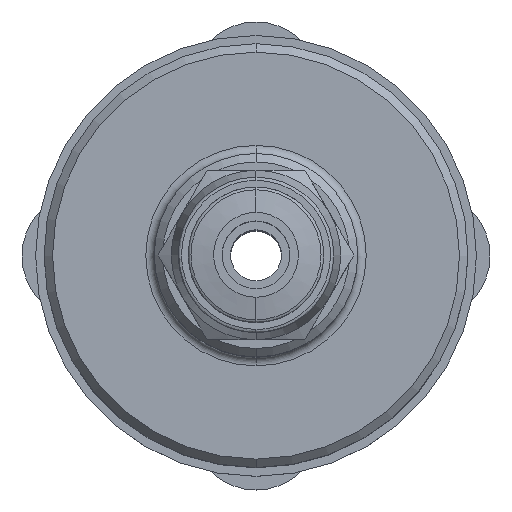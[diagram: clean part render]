
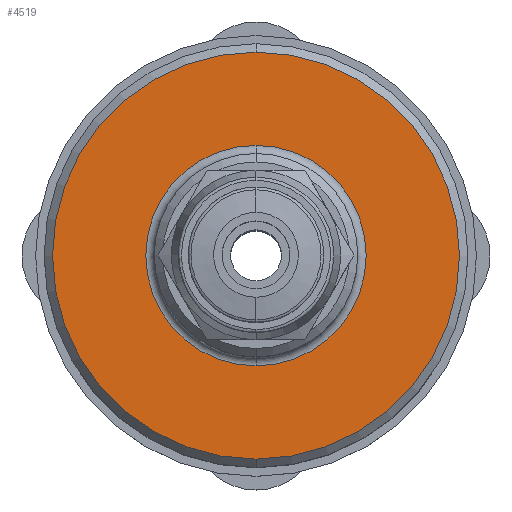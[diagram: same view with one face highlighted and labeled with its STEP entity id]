
A CAD part, top view. The second image highlights one B-rep face of the part: STEP entity #4519.
In plain terms, the highlighted face is planar.
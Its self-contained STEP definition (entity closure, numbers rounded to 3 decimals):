
#136 = ORIENTED_EDGE ( 'NONE', *, *, #2384, .T. ) ;
#500 = CARTESIAN_POINT ( 'NONE',  ( 0., -11., -6.5 ) ) ;
#521 = DIRECTION ( 'NONE',  ( 0., 0., -1. ) ) ;
#538 = DIRECTION ( 'NONE',  ( 0., 1., 0. ) ) ;
#640 = VERTEX_POINT ( 'NONE', #1279 ) ;
#816 = EDGE_CURVE ( 'NONE', #1592, #640, #2279, .T. ) ;
#835 = EDGE_CURVE ( 'NONE', #640, #1592, #3599, .T. ) ;
#1250 = CARTESIAN_POINT ( 'NONE',  ( 0., -11., 6.5 ) ) ;
#1279 = CARTESIAN_POINT ( 'NONE',  ( 0., -11., -12. ) ) ;
#1348 = DIRECTION ( 'NONE',  ( 0., -1., 0. ) ) ;
#1463 = DIRECTION ( 'NONE',  ( 0., 0., -1. ) ) ;
#1473 = DIRECTION ( 'NONE',  ( 0., 1., 0. ) ) ;
#1541 = DIRECTION ( 'NONE',  ( 0., 0., -1. ) ) ;
#1592 = VERTEX_POINT ( 'NONE', #1699 ) ;
#1699 = CARTESIAN_POINT ( 'NONE',  ( 0., -11., 12. ) ) ;
#1757 = ORIENTED_EDGE ( 'NONE', *, *, #835, .T. ) ;
#1836 = ORIENTED_EDGE ( 'NONE', *, *, #3727, .T. ) ;
#1931 = AXIS2_PLACEMENT_3D ( 'NONE', #2116, #1348, #3560 ) ;
#2116 = CARTESIAN_POINT ( 'NONE',  ( 0., -11., 0. ) ) ;
#2277 = PLANE ( 'NONE',  #2406 ) ;
#2279 = CIRCLE ( 'NONE', #1931, 12. ) ;
#2359 = CARTESIAN_POINT ( 'NONE',  ( 0., -11., 0. ) ) ;
#2384 = EDGE_CURVE ( 'NONE', #4173, #4236, #4349, .T. ) ;
#2406 = AXIS2_PLACEMENT_3D ( 'NONE', #2981, #4243, #1541 ) ;
#2577 = CARTESIAN_POINT ( 'NONE',  ( 0., -11., 0. ) ) ;
#2848 = FACE_BOUND ( 'NONE', #3054, .T. ) ;
#2858 = ORIENTED_EDGE ( 'NONE', *, *, #816, .T. ) ;
#2862 = EDGE_LOOP ( 'NONE', ( #2858, #1757 ) ) ;
#2965 = AXIS2_PLACEMENT_3D ( 'NONE', #3960, #3998, #3194 ) ;
#2981 = CARTESIAN_POINT ( 'NONE',  ( 0., -11., 0. ) ) ;
#3054 = EDGE_LOOP ( 'NONE', ( #136, #1836 ) ) ;
#3101 = AXIS2_PLACEMENT_3D ( 'NONE', #2577, #1473, #1463 ) ;
#3194 = DIRECTION ( 'NONE',  ( 0., 0., -1. ) ) ;
#3560 = DIRECTION ( 'NONE',  ( 0., 0., -1. ) ) ;
#3599 = CIRCLE ( 'NONE', #2965, 12. ) ;
#3727 = EDGE_CURVE ( 'NONE', #4236, #4173, #4496, .T. ) ;
#3960 = CARTESIAN_POINT ( 'NONE',  ( 0., -11., 0. ) ) ;
#3998 = DIRECTION ( 'NONE',  ( 0., -1., 0. ) ) ;
#4027 = FACE_OUTER_BOUND ( 'NONE', #2862, .T. ) ;
#4173 = VERTEX_POINT ( 'NONE', #500 ) ;
#4236 = VERTEX_POINT ( 'NONE', #1250 ) ;
#4243 = DIRECTION ( 'NONE',  ( 0., -1., 0. ) ) ;
#4349 = CIRCLE ( 'NONE', #3101, 6.5 ) ;
#4469 = AXIS2_PLACEMENT_3D ( 'NONE', #2359, #538, #521 ) ;
#4496 = CIRCLE ( 'NONE', #4469, 6.5 ) ;
#4519 = ADVANCED_FACE ( 'NONE', ( #2848, #4027 ), #2277, .T. ) ;
